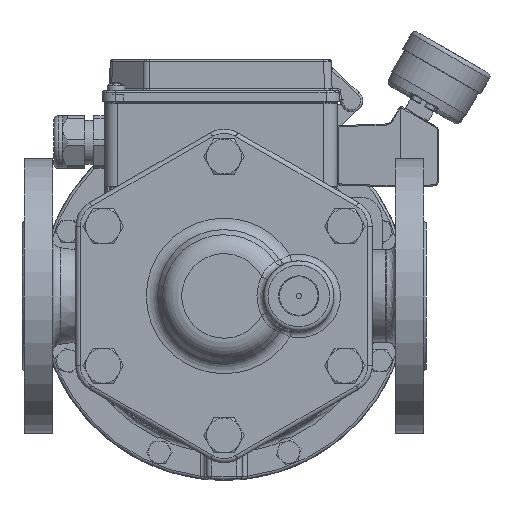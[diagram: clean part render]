
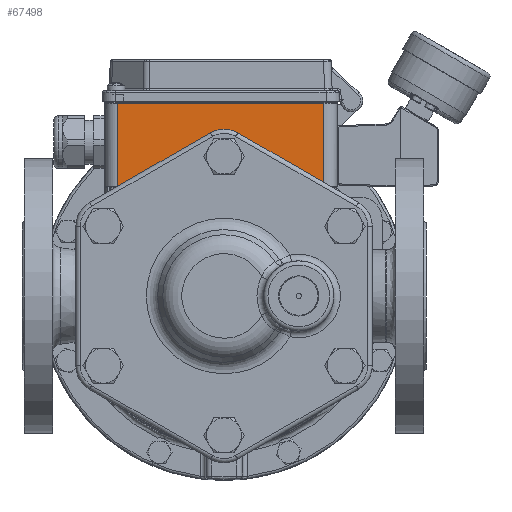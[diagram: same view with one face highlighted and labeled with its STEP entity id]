
A CAD part, front view. The second image highlights one B-rep face of the part: STEP entity #67498.
In plain terms, the highlighted planar face has unit normal (0, -1, -0.018).
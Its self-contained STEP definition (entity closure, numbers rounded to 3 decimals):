
#6521=PLANE('',#73709);
#10582=FACE_OUTER_BOUND('',#14670,.T.);
#14670=EDGE_LOOP('',(#54205,#54206,#54207,#54208));
#18858=LINE('',#126572,#22908);
#18867=LINE('',#126642,#22917);
#18868=LINE('',#126645,#22918);
#18869=LINE('',#126646,#22919);
#22908=VECTOR('',#87600,37.803);
#22917=VECTOR('',#87623,37.803);
#22918=VECTOR('',#87628,94.);
#22919=VECTOR('',#87629,94.);
#30076=VERTEX_POINT('',#126570);
#30077=VERTEX_POINT('',#126571);
#30090=VERTEX_POINT('',#126630);
#30091=VERTEX_POINT('',#126641);
#38626=EDGE_CURVE('',#30076,#30077,#18858,.T.);
#38642=EDGE_CURVE('',#30091,#30090,#18867,.T.);
#38644=EDGE_CURVE('',#30090,#30076,#18868,.T.);
#38645=EDGE_CURVE('',#30077,#30091,#18869,.T.);
#54205=ORIENTED_EDGE('',*,*,#38642,.T.);
#54206=ORIENTED_EDGE('',*,*,#38644,.T.);
#54207=ORIENTED_EDGE('',*,*,#38626,.T.);
#54208=ORIENTED_EDGE('',*,*,#38645,.T.);
#67498=ADVANCED_FACE('',(#10582),#6521,.T.);
#73709=AXIS2_PLACEMENT_3D('',#126644,#87626,#87627);
#87600=DIRECTION('',(0.,0.018,-1.));
#87623=DIRECTION('',(0.,-0.018,1.));
#87626=DIRECTION('center_axis',(0.,-1.,
-0.018));
#87627=DIRECTION('ref_axis',(0.,0.018,-1.));
#87628=DIRECTION('',(-1.,0.,0.));
#87629=DIRECTION('',(1.,0.,0.));
#126570=CARTESIAN_POINT('',(-41.81,137.905,87.846));
#126571=CARTESIAN_POINT('',(-41.81,138.598,50.05));
#126572=CARTESIAN_POINT('',(-41.81,138.598,50.05));
#126630=CARTESIAN_POINT('',(52.19,137.905,87.846));
#126641=CARTESIAN_POINT('',(52.19,138.598,50.05));
#126642=CARTESIAN_POINT('',(52.19,138.598,50.05));
#126644=CARTESIAN_POINT('Origin',(-47.81,138.598,50.05));
#126645=CARTESIAN_POINT('',(-41.81,137.905,87.846));
#126646=CARTESIAN_POINT('',(-47.81,138.598,50.05));
